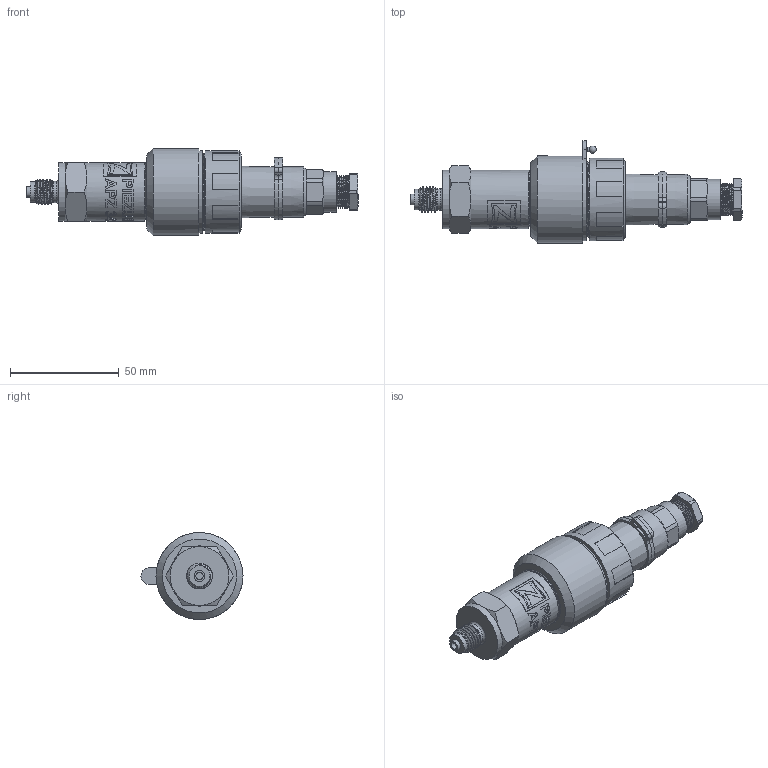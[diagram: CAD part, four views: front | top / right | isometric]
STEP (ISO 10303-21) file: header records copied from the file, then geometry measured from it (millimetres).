
FILE_DESCRIPTION(/* description */ (''),/* implementation_level */ '2;1');
FILE_NAME(/* name */ 'APZ3421_4_Buccaneer.step',/* time_stamp */ '2021-06-25T11:53:48+03:00',/* author */ (''),/* organization */ (''),/* preprocessor_version */ 'ST-DEVELOPER v18.1',/* originating_system */ 'Autodesk Translation Framework v10.9.0.1377',/* authorisation */ '');
FILE_SCHEMA (('AUTOMOTIVE_DESIGN { 1 0 10303 214 3 1 1 }'));
Products named in the file (9): АПЗ 3420 в.2; M12x1,5 EN; Bucaneer assembly v5; Bucaneer male v11; px0735-p; px0735-p_1; Bucaneer female v5; px0736-s; px0736-s_2
Assembly tree (8 placements, depth 5):
  АПЗ 3420 в.2
    M12x1,5 EN
    Bucaneer assembly v5
      Bucaneer male v11
        px0735-p
          px0735-p_1
      Bucaneer female v5
        px0736-s
          px0736-s_2
Bounding box: 152.59 x 46.89 x 40 mm (x, y, z)
Volume: 75529.1 mm3; surface area: 47931.3 mm2
Topology: 13 solids, 17 shells, 1658 faces, 4575 edges, 3008 vertices
Faces by surface type: plane 1010, bspline 269, cylinder 231, cone 123, torus 14, sphere 11
Full cylindrical faces by diameter (mm): 2.03 x1, 2.413 x4, 2.439 x6, 2.459 x2, 2.464 x2, 2.87 x4, 3 x4, 3.3 x1, 3.302 x6, 3.734 x2, 4.1 x6, 4.19 x2, 4.47 x2, 5 x1, 8.255 x1, 9.5 x1, 9.53 x2, 9.8 x1, 10.137 x5, 11.85 x4, 11.938 x1, 12.09 x1, 13.716 x1, 13.741 x5, 14.021 x1, 14.884 x6, 15.062 x9, 16.61 x1, 17 x1, 18 x1
Entity records: 86446 total; most frequent: CARTESIAN_POINT 46009, ORIENTED_EDGE 9124, DIRECTION 7088, EDGE_CURVE 4562, VERTEX_POINT 3008, LINE 2944, VECTOR 2944, AXIS2_PLACEMENT_3D 2072
